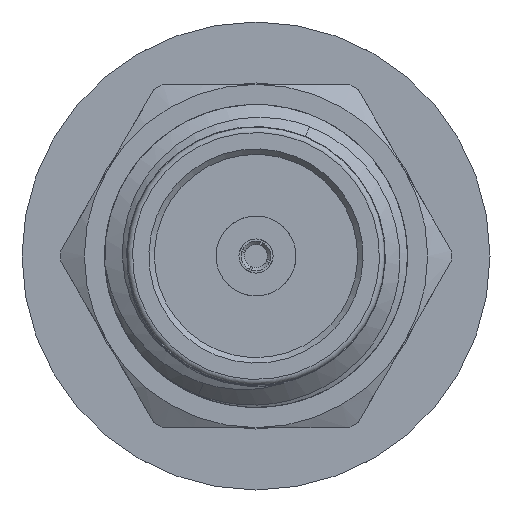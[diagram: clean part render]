
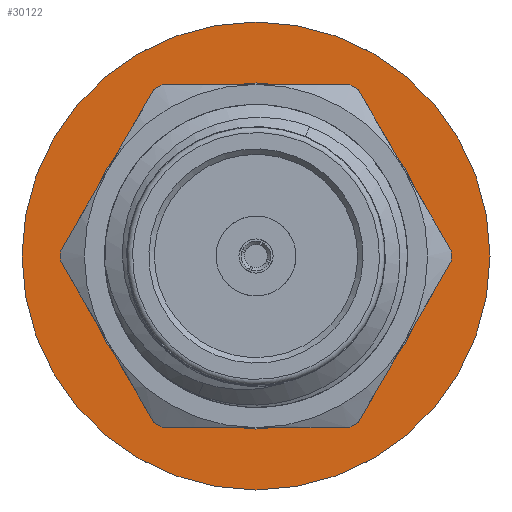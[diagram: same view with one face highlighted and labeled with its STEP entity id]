
A CAD part, left-side view. The second image highlights one B-rep face of the part: STEP entity #30122.
In plain terms, the highlighted planar face has unit normal (-1, 0, 0).
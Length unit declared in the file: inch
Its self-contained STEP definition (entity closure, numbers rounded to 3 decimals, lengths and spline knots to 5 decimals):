
#1034 = CIRCLE ( 'NONE', #28767, 0.15748 ) ;
#1763 = EDGE_LOOP ( 'NONE', ( #32935 ) ) ;
#5124 = DIRECTION ( 'NONE',  ( 0., 0., 1. ) ) ;
#5667 = CARTESIAN_POINT ( 'NONE',  ( 0.40539, 0., 0. ) ) ;
#5820 = DIRECTION ( 'NONE',  ( -1., 0., 0. ) ) ;
#6046 = AXIS2_PLACEMENT_3D ( 'NONE', #6172, #5820, #14161 ) ;
#6172 = CARTESIAN_POINT ( 'NONE',  ( 0.40539, 0., 0. ) ) ;
#6565 = ORIENTED_EDGE ( 'NONE', *, *, #22388, .T. ) ;
#7352 = DIRECTION ( 'NONE',  ( -1., 0., 0. ) ) ;
#9728 = VERTEX_POINT ( 'NONE', #24420 ) ;
#11201 = CARTESIAN_POINT ( 'NONE',  ( 0.40539, 0., 0.15748 ) ) ;
#13557 = DIRECTION ( 'NONE',  ( -1., 0., 0. ) ) ;
#14161 = DIRECTION ( 'NONE',  ( 0., 0., 1. ) ) ;
#19738 = FACE_BOUND ( 'NONE', #1763, .T. ) ;
#20399 = AXIS2_PLACEMENT_3D ( 'NONE', #31238, #7352, #5124 ) ;
#21010 = PLANE ( 'NONE',  #20399 ) ;
#22388 = EDGE_CURVE ( 'NONE', #9728, #9728, #25562, .T. ) ;
#24420 = CARTESIAN_POINT ( 'NONE',  ( 0.40539, 0., 0.21294 ) ) ;
#24968 = EDGE_CURVE ( 'NONE', #27997, #27997, #1034, .T. ) ;
#25562 = CIRCLE ( 'NONE', #6046, 0.21294 ) ;
#26780 = FACE_OUTER_BOUND ( 'NONE', #30436, .T. ) ;
#27997 = VERTEX_POINT ( 'NONE', #11201 ) ;
#28767 = AXIS2_PLACEMENT_3D ( 'NONE', #5667, #13557, #29339 ) ;
#29339 = DIRECTION ( 'NONE',  ( 0., 0., 1. ) ) ;
#30122 = ADVANCED_FACE ( 'NONE', ( #26780, #19738 ), #21010, .T. ) ;
#30436 = EDGE_LOOP ( 'NONE', ( #6565 ) ) ;
#31238 = CARTESIAN_POINT ( 'NONE',  ( 0.40539, 0., 0. ) ) ;
#32935 = ORIENTED_EDGE ( 'NONE', *, *, #24968, .F. ) ;
